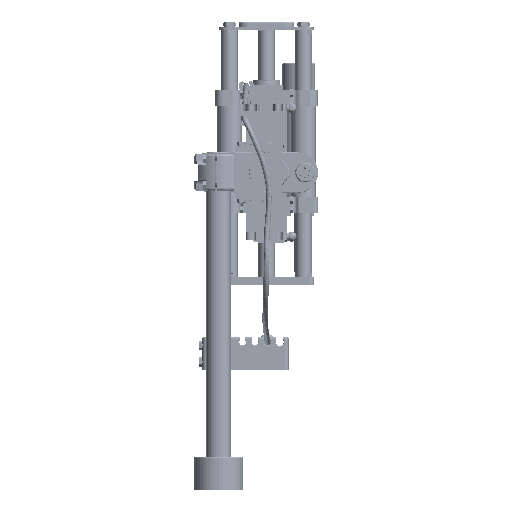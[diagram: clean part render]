
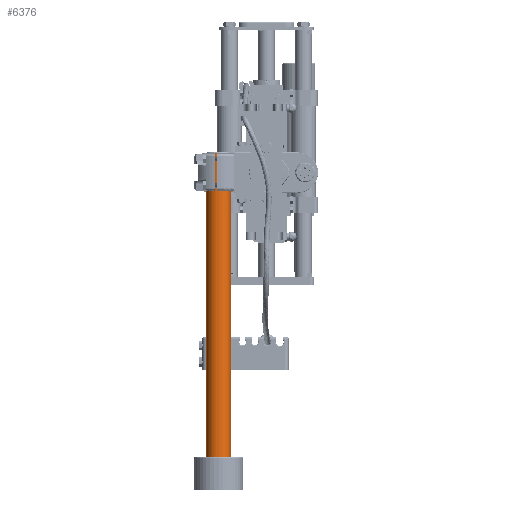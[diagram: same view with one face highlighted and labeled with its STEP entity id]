
A CAD part, top view. The second image highlights one B-rep face of the part: STEP entity #6376.
In plain terms, the highlighted cylindrical face has radius 15 mm (diameter 30 mm), a full revolution.
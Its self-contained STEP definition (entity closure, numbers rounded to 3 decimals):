
#6376 = ADVANCED_FACE ( 'NONE', ( #107774, #10697 ), #9142, .T. ) ;
#7712 = CARTESIAN_POINT ( 'NONE',  ( -400., 0., 15. ) ) ;
#9142 = CYLINDRICAL_SURFACE ( 'NONE', #43319, 15. ) ;
#10531 = DIRECTION ( 'NONE',  ( 0., 0., 1. ) ) ;
#10697 = FACE_OUTER_BOUND ( 'NONE', #138305, .T. ) ;
#15595 = AXIS2_PLACEMENT_3D ( 'NONE', #106172, #23173, #108490 ) ;
#21584 = CIRCLE ( 'NONE', #126662, 15. ) ;
#21588 = CARTESIAN_POINT ( 'NONE',  ( -1., 0., 15. ) ) ;
#21781 = VERTEX_POINT ( 'NONE', #7712 ) ;
#22467 = DIRECTION ( 'NONE',  ( -1., 0., 0. ) ) ;
#23173 = DIRECTION ( 'NONE',  ( -1., 0., 0. ) ) ;
#43319 = AXIS2_PLACEMENT_3D ( 'NONE', #71011, #22467, #46013 ) ;
#46013 = DIRECTION ( 'NONE',  ( 0., 0., 1. ) ) ;
#58361 = DIRECTION ( 'NONE',  ( -1., 0., 0. ) ) ;
#58435 = VERTEX_POINT ( 'NONE', #21588 ) ;
#64144 = EDGE_CURVE ( 'NONE', #21781, #21781, #21584, .T. ) ;
#71011 = CARTESIAN_POINT ( 'NONE',  ( -96.259, 0., 0. ) ) ;
#74337 = ORIENTED_EDGE ( 'NONE', *, *, #139115, .T. ) ;
#105154 = ORIENTED_EDGE ( 'NONE', *, *, #64144, .F. ) ;
#106172 = CARTESIAN_POINT ( 'NONE',  ( -1., 0., 0. ) ) ;
#107774 = FACE_OUTER_BOUND ( 'NONE', #125586, .T. ) ;
#108490 = DIRECTION ( 'NONE',  ( 0., 0., 1. ) ) ;
#125586 = EDGE_LOOP ( 'NONE', ( #74337 ) ) ;
#126662 = AXIS2_PLACEMENT_3D ( 'NONE', #149256, #58361, #10531 ) ;
#135686 = CIRCLE ( 'NONE', #15595, 15. ) ;
#138305 = EDGE_LOOP ( 'NONE', ( #105154 ) ) ;
#139115 = EDGE_CURVE ( 'NONE', #58435, #58435, #135686, .T. ) ;
#149256 = CARTESIAN_POINT ( 'NONE',  ( -400., 0., 0. ) ) ;
